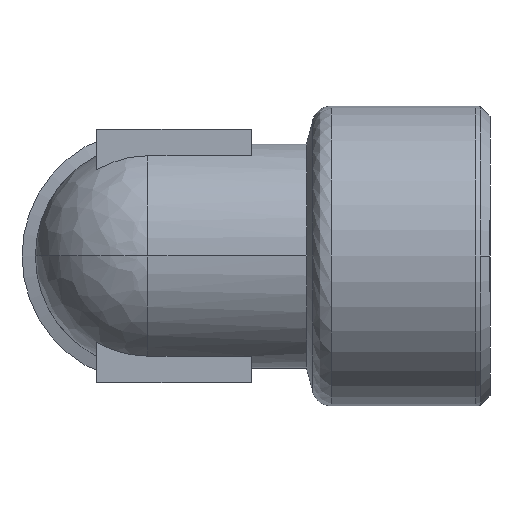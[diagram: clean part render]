
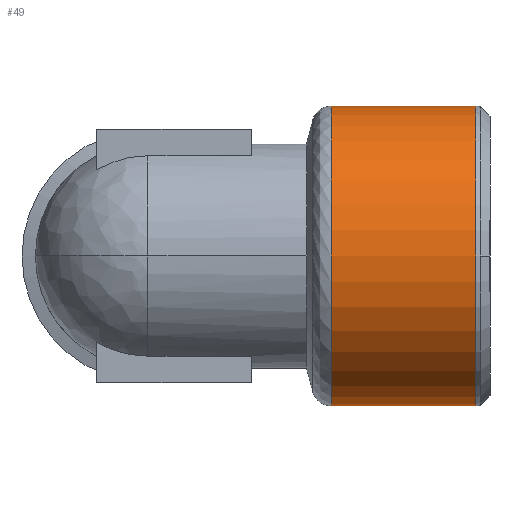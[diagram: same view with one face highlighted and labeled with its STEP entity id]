
A CAD part, left-side view. The second image highlights one B-rep face of the part: STEP entity #49.
In plain terms, the highlighted cylindrical face has radius 16 mm (diameter 32 mm), a partial arc.
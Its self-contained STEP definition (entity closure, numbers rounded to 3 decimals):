
#49 = ADVANCED_FACE ( 'NONE', ( #1030 ), #1595, .T. ) ;
#75 = DIRECTION ( 'NONE',  ( 0., 0., -1. ) ) ;
#79 = VERTEX_POINT ( 'NONE', #1636 ) ;
#83 = ORIENTED_EDGE ( 'NONE', *, *, #1420, .T. ) ;
#109 = AXIS2_PLACEMENT_3D ( 'NONE', #495, #637, #1070 ) ;
#191 = LINE ( 'NONE', #578, #1075 ) ;
#234 = DIRECTION ( 'NONE',  ( 0., 0., -1. ) ) ;
#312 = AXIS2_PLACEMENT_3D ( 'NONE', #1709, #955, #234 ) ;
#315 = CARTESIAN_POINT ( 'NONE',  ( 0., 17.465, 16. ) ) ;
#355 = AXIS2_PLACEMENT_3D ( 'NONE', #625, #902, #75 ) ;
#389 = EDGE_LOOP ( 'NONE', ( #1841, #83, #1654, #447 ) ) ;
#447 = ORIENTED_EDGE ( 'NONE', *, *, #1598, .T. ) ;
#495 = CARTESIAN_POINT ( 'NONE',  ( 0., 17.465, 0. ) ) ;
#512 = DIRECTION ( 'NONE',  ( 0., -1., 0. ) ) ;
#578 = CARTESIAN_POINT ( 'NONE',  ( 0., 17.465, 16. ) ) ;
#625 = CARTESIAN_POINT ( 'NONE',  ( 0., 2., 0. ) ) ;
#637 = DIRECTION ( 'NONE',  ( 0., -1., 0. ) ) ;
#714 = VECTOR ( 'NONE', #512, 1000. ) ;
#716 = VERTEX_POINT ( 'NONE', #315 ) ;
#722 = VERTEX_POINT ( 'NONE', #1195 ) ;
#736 = VERTEX_POINT ( 'NONE', #1512 ) ;
#780 = CARTESIAN_POINT ( 'NONE',  ( 0., 17.465, -16. ) ) ;
#902 = DIRECTION ( 'NONE',  ( 0., 1., 0. ) ) ;
#955 = DIRECTION ( 'NONE',  ( 0., -1., 0. ) ) ;
#1030 = FACE_OUTER_BOUND ( 'NONE', #389, .T. ) ;
#1070 = DIRECTION ( 'NONE',  ( 0., 0., -1. ) ) ;
#1075 = VECTOR ( 'NONE', #1606, 1000. ) ;
#1123 = EDGE_CURVE ( 'NONE', #716, #722, #191, .T. ) ;
#1195 = CARTESIAN_POINT ( 'NONE',  ( 0., 2., 16. ) ) ;
#1264 = CIRCLE ( 'NONE', #355, 16. ) ;
#1420 = EDGE_CURVE ( 'NONE', #716, #736, #1481, .T. ) ;
#1481 = CIRCLE ( 'NONE', #312, 16. ) ;
#1512 = CARTESIAN_POINT ( 'NONE',  ( 0., 17.465, -16. ) ) ;
#1595 = CYLINDRICAL_SURFACE ( 'NONE', #109, 16. ) ;
#1598 = EDGE_CURVE ( 'NONE', #79, #722, #1264, .T. ) ;
#1606 = DIRECTION ( 'NONE',  ( 0., -1., 0. ) ) ;
#1636 = CARTESIAN_POINT ( 'NONE',  ( 0., 2., -16. ) ) ;
#1654 = ORIENTED_EDGE ( 'NONE', *, *, #1687, .T. ) ;
#1687 = EDGE_CURVE ( 'NONE', #736, #79, #1894, .T. ) ;
#1709 = CARTESIAN_POINT ( 'NONE',  ( 0., 17.465, 0. ) ) ;
#1841 = ORIENTED_EDGE ( 'NONE', *, *, #1123, .F. ) ;
#1894 = LINE ( 'NONE', #780, #714 ) ;
